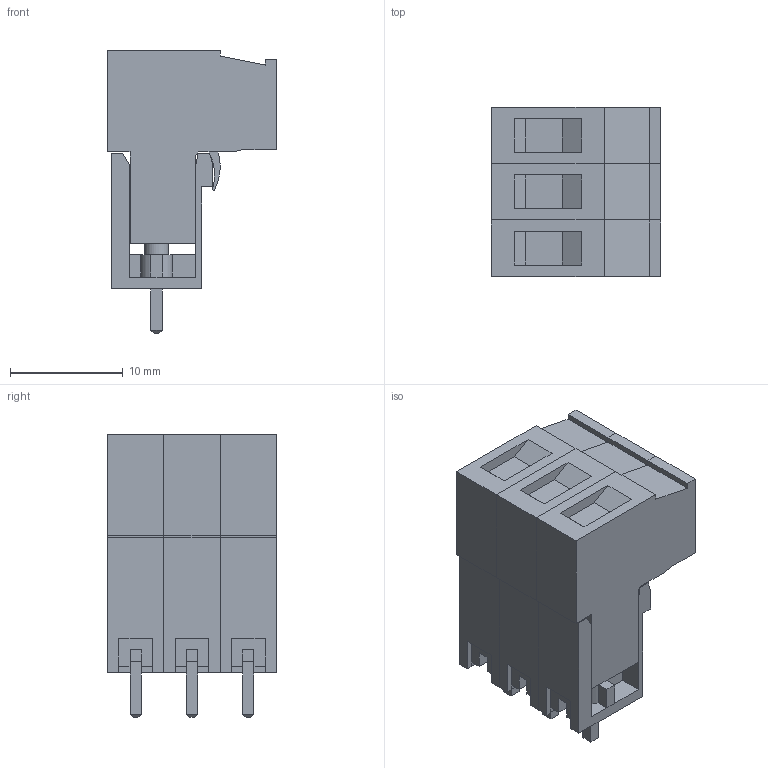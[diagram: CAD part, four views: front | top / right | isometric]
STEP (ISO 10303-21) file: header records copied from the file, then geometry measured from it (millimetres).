
FILE_DESCRIPTION(('FreeCAD Model'),'2;1');
FILE_NAME('MSTBA2_V_3.stp', '2019-11-17T17:46:17',('Author'),(''), 'Open CASCADE STEP processor 7.3','FreeCAD','Unknown');
FILE_SCHEMA(('AUTOMOTIVE_DESIGN { 1 0 10303 214 1 1 1 1 }'));
Length unit declared in the file: millimetre
Products named in the file (3): Array002; Array001; Array
Bounding box: 15 x 15 x 25.1 mm (x, y, z)
Volume: 3118.3 mm3; surface area: 3680.1 mm2
Topology: 9 solids, 9 shells, 333 faces, 834 edges, 528 vertices
Faces by surface type: plane 306, cylinder 24, bspline 3
Full cylindrical faces by diameter (mm): 2.13 x3, 4 x3
Entity records: 22484 total; most frequent: CARTESIAN_POINT 5644, DIRECTION 3026, LINE 2220, VECTOR 2220, ORIENTED_EDGE 1692, PCURVE 1668, DEFINITIONAL_REPRESENTATION 1668, EDGE_CURVE 834
